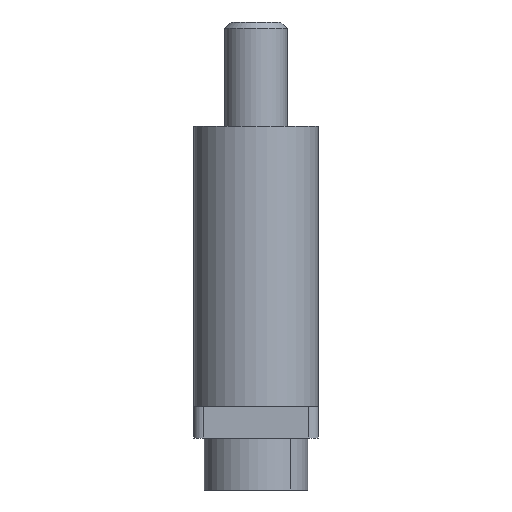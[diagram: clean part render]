
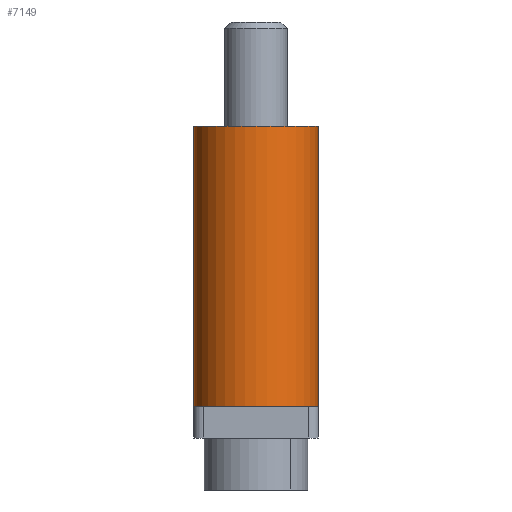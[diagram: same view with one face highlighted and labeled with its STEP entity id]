
A CAD part, left-side view. The second image highlights one B-rep face of the part: STEP entity #7149.
In plain terms, the highlighted cylindrical face has radius 3 mm (diameter 6 mm), a partial arc.
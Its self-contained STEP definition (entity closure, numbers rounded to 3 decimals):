
#106 = CARTESIAN_POINT ( 'NONE',  ( -12.559, 3.708, 14.064 ) ) ;
#181 = EDGE_LOOP ( 'NONE', ( #6317, #3966, #4662, #675 ) ) ;
#289 = DIRECTION ( 'NONE',  ( 0., 0., -1. ) ) ;
#300 = CARTESIAN_POINT ( 'NONE',  ( -12.559, 3.708, 0.564 ) ) ;
#433 = VERTEX_POINT ( 'NONE', #4084 ) ;
#572 = CARTESIAN_POINT ( 'NONE',  ( -12.559, -2.292, 0.564 ) ) ;
#675 = ORIENTED_EDGE ( 'NONE', *, *, #5897, .F. ) ;
#773 = LINE ( 'NONE', #300, #2334 ) ;
#774 = CYLINDRICAL_SURFACE ( 'NONE', #6457, 3. ) ;
#845 = EDGE_CURVE ( 'NONE', #2689, #433, #773, .T. ) ;
#1048 = VECTOR ( 'NONE', #6954, 1000. ) ;
#2334 = VECTOR ( 'NONE', #5624, 1000. ) ;
#2355 = CARTESIAN_POINT ( 'NONE',  ( -12.559, -2.292, 0.564 ) ) ;
#2615 = DIRECTION ( 'NONE',  ( 0., 0., -1. ) ) ;
#2689 = VERTEX_POINT ( 'NONE', #106 ) ;
#2975 = DIRECTION ( 'NONE',  ( 0., 1., 0. ) ) ;
#3667 = AXIS2_PLACEMENT_3D ( 'NONE', #3695, #8282, #4372 ) ;
#3695 = CARTESIAN_POINT ( 'NONE',  ( -12.559, 0.708, 0.564 ) ) ;
#3966 = ORIENTED_EDGE ( 'NONE', *, *, #6076, .T. ) ;
#4084 = CARTESIAN_POINT ( 'NONE',  ( -12.559, 3.708, 0.564 ) ) ;
#4372 = DIRECTION ( 'NONE',  ( 0., 1., 0. ) ) ;
#4462 = EDGE_CURVE ( 'NONE', #6214, #4779, #6136, .T. ) ;
#4662 = ORIENTED_EDGE ( 'NONE', *, *, #845, .T. ) ;
#4779 = VERTEX_POINT ( 'NONE', #572 ) ;
#5624 = DIRECTION ( 'NONE',  ( 0., 0., -1. ) ) ;
#5897 = EDGE_CURVE ( 'NONE', #4779, #433, #6937, .T. ) ;
#6051 = CARTESIAN_POINT ( 'NONE',  ( -12.559, -2.292, 14.064 ) ) ;
#6076 = EDGE_CURVE ( 'NONE', #6214, #2689, #6545, .T. ) ;
#6136 = LINE ( 'NONE', #2355, #1048 ) ;
#6214 = VERTEX_POINT ( 'NONE', #6051 ) ;
#6317 = ORIENTED_EDGE ( 'NONE', *, *, #4462, .F. ) ;
#6457 = AXIS2_PLACEMENT_3D ( 'NONE', #6915, #289, #2975 ) ;
#6545 = CIRCLE ( 'NONE', #7207, 3. ) ;
#6556 = CARTESIAN_POINT ( 'NONE',  ( -12.559, 0.708, 14.064 ) ) ;
#6915 = CARTESIAN_POINT ( 'NONE',  ( -12.559, 0.708, 0.564 ) ) ;
#6937 = CIRCLE ( 'NONE', #3667, 3. ) ;
#6954 = DIRECTION ( 'NONE',  ( 0., 0., -1. ) ) ;
#7149 = ADVANCED_FACE ( 'NONE', ( #8414 ), #774, .T. ) ;
#7207 = AXIS2_PLACEMENT_3D ( 'NONE', #6556, #2615, #7215 ) ;
#7215 = DIRECTION ( 'NONE',  ( 0., 1., 0. ) ) ;
#8282 = DIRECTION ( 'NONE',  ( 0., 0., -1. ) ) ;
#8414 = FACE_OUTER_BOUND ( 'NONE', #181, .T. ) ;
